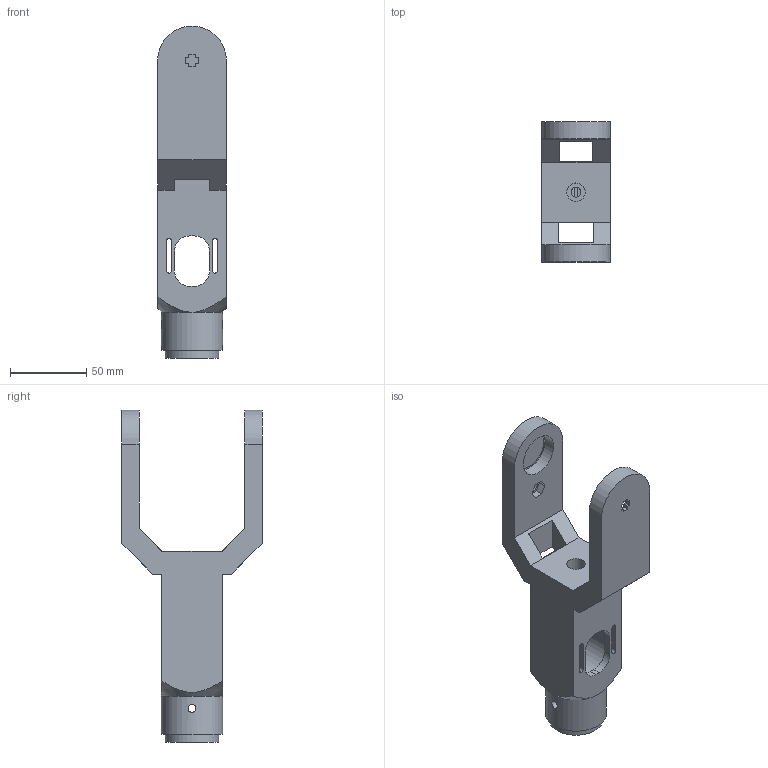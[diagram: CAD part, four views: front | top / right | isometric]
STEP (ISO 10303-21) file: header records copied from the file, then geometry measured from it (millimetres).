
FILE_DESCRIPTION(/* description */ (''),/* implementation_level */ '2;1');
FILE_NAME(/* name */ 'fork_joint5_6.step',/* time_stamp */ '2025-12-08T19:15:14+01:00',/* author */ (''),/* organization */ (''),/* preprocessor_version */ 'ST-DEVELOPER v20.1',/* originating_system */ 'Autodesk Translation Framework v14.21.0.0',/* authorisation */ '');
FILE_SCHEMA (('AUTOMOTIVE_DESIGN { 1 0 10303 214 3 1 1 }'));
Length unit declared in the file: millimetre
Products named in the file (1): FusionComponent
Bounding box: 45 x 91.83 x 217.5 mm (x, y, z)
Volume: 225007 mm3; surface area: 58371.6 mm2
Topology: 1 solids, 1 shells, 117 faces, 338 edges, 217 vertices
Faces by surface type: plane 85, cylinder 30, cone 2
Full cylindrical faces by diameter (mm): 5.2 x2, 6.5 x1, 8 x1, 12 x1, 12.009 x1, 26 x2, 28 x2, 35 x1, 40 x1
Entity records: 3970 total; most frequent: CARTESIAN_POINT 755, ORIENTED_EDGE 676, DIRECTION 651, EDGE_CURVE 338, LINE 237, VECTOR 237, VERTEX_POINT 217, AXIS2_PLACEMENT_3D 207
